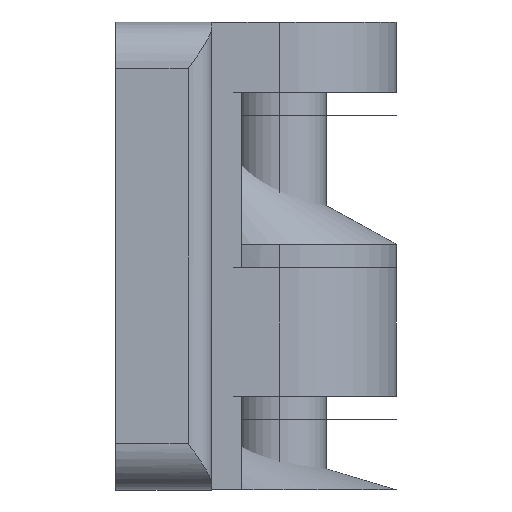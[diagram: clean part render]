
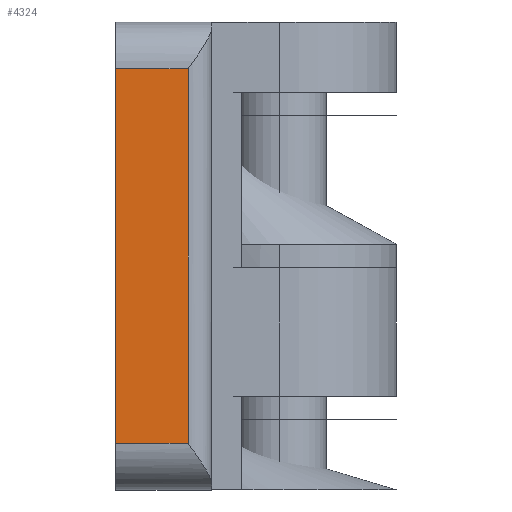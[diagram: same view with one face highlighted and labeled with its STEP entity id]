
A CAD part, left-side view. The second image highlights one B-rep face of the part: STEP entity #4324.
In plain terms, the highlighted planar face has unit normal (-1, 0, 0).
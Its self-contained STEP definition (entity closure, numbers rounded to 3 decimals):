
#137 = EDGE_CURVE ( 'NONE', #3896, #3902, #2206, .T. ) ;
#138 = EDGE_CURVE ( 'NONE', #4186, #3896, #2209, .T. ) ;
#207 = EDGE_CURVE ( 'NONE', #4192, #4186, #1498, .T. ) ;
#209 = EDGE_CURVE ( 'NONE', #3902, #4192, #1543, .T. ) ;
#246 = VECTOR ( 'NONE', #1500, 1000. ) ;
#247 = VECTOR ( 'NONE', #1545, 1000. ) ;
#308 = FACE_OUTER_BOUND ( 'NONE', #4251, .T. ) ;
#311 = AXIS2_PLACEMENT_3D ( 'NONE', #2520, #2521, #2522 ) ;
#1120 = VECTOR ( 'NONE', #2208, 1000. ) ;
#1122 = VECTOR ( 'NONE', #2211, 1000. ) ;
#1498 = LINE ( 'NONE', #1499, #246 ) ;
#1499 = CARTESIAN_POINT ( 'NONE',  ( -20., -4.1, 16. ) ) ;
#1500 = DIRECTION ( 'NONE',  ( 0., -1., 0. ) ) ;
#1543 = LINE ( 'NONE', #1544, #247 ) ;
#1544 = CARTESIAN_POINT ( 'NONE',  ( -20., 0., 0. ) ) ;
#1545 = DIRECTION ( 'NONE',  ( 0., 0., 1. ) ) ;
#2206 = LINE ( 'NONE', #2207, #1120 ) ;
#2207 = CARTESIAN_POINT ( 'NONE',  ( -20., -4.1, -16. ) ) ;
#2208 = DIRECTION ( 'NONE',  ( 0., 1., 0. ) ) ;
#2209 = LINE ( 'NONE', #2210, #1122 ) ;
#2210 = CARTESIAN_POINT ( 'NONE',  ( -20., -6.2, 0. ) ) ;
#2211 = DIRECTION ( 'NONE',  ( 0., 0., -1. ) ) ;
#2386 = CARTESIAN_POINT ( 'NONE',  ( -20., -6.2, -16. ) ) ;
#2392 = CARTESIAN_POINT ( 'NONE',  ( -20., 0., -16. ) ) ;
#2417 = CARTESIAN_POINT ( 'NONE',  ( -20., -6.2, 16. ) ) ;
#2423 = CARTESIAN_POINT ( 'NONE',  ( -20., 0., 16. ) ) ;
#2519 = PLANE ( 'NONE',  #311 ) ;
#2520 = CARTESIAN_POINT ( 'NONE',  ( -20., -6.2, -16. ) ) ;
#2521 = DIRECTION ( 'NONE',  ( -1., 0., 0. ) ) ;
#2522 = DIRECTION ( 'NONE',  ( 0., 0., 1. ) ) ;
#3896 = VERTEX_POINT ( 'NONE', #2386 ) ;
#3902 = VERTEX_POINT ( 'NONE', #2392 ) ;
#3937 = ORIENTED_EDGE ( 'NONE', *, *, #138, .F. ) ;
#3939 = ORIENTED_EDGE ( 'NONE', *, *, #209, .F. ) ;
#3941 = ORIENTED_EDGE ( 'NONE', *, *, #207, .F. ) ;
#3946 = ORIENTED_EDGE ( 'NONE', *, *, #137, .F. ) ;
#4186 = VERTEX_POINT ( 'NONE', #2417 ) ;
#4192 = VERTEX_POINT ( 'NONE', #2423 ) ;
#4251 = EDGE_LOOP ( 'NONE', ( #3937, #3941, #3939, #3946 ) ) ;
#4324 = ADVANCED_FACE ( 'NONE', ( #308 ), #2519, .T. ) ;
